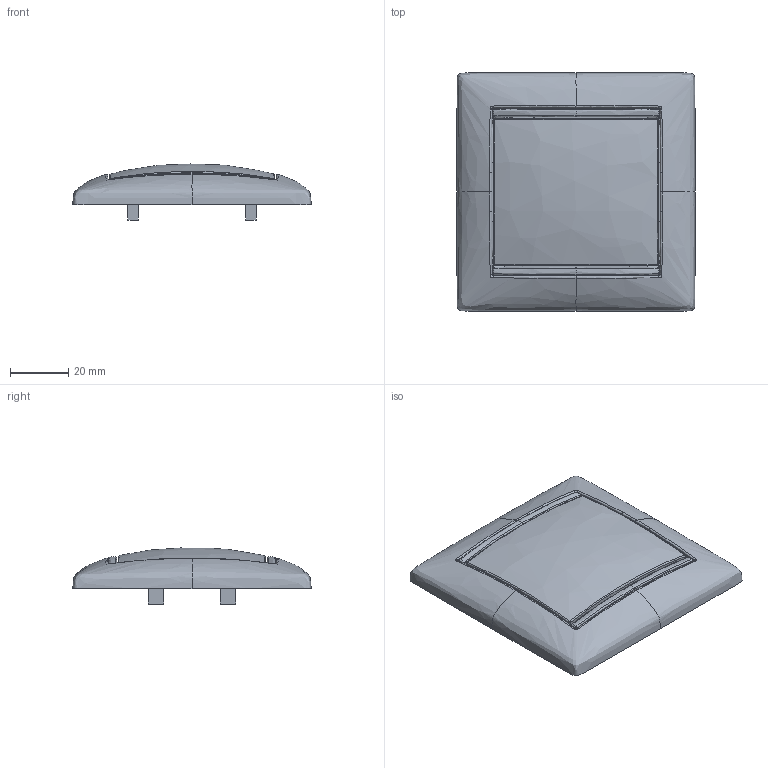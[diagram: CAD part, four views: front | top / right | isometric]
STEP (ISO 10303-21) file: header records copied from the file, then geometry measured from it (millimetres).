
FILE_DESCRIPTION(('STEP AP242'), '1');
FILE_NAME('774446', '', ('UNSPECIFIED'), ('UNSPECIFIED'), 'C3D Converter', 'C3D Toolkit', '');
FILE_SCHEMA(('AP242_MANAGED_MODEL_BASED_3D_ENGINEERING_MIM_LF { 1 0 10303 442 1 1 4 }'));
Length unit declared in the file: millimetre
Products named in the file (1): БЕИВ.301112.020
Bounding box: 82 x 82 x 19.28 mm (x, y, z)
Volume: 59719.2 mm3; surface area: 21399.5 mm2
Topology: 1 solids, 3 shells, 590 faces, 1538 edges, 937 vertices
Faces by surface type: bspline 241, plane 238, cylinder 55, sphere 24, extrusion 21, cone 7, torus 4
Entity records: 51064 total; most frequent: CARTESIAN_POINT 34767, ORIENTED_EDGE 3024, EDGE_CURVE 1512, DIRECTION 1291, B_SPLINE_CURVE_WITH_KNOTS 957, VERTEX_POINT 937, FACE_BOUND 599, EDGE_LOOP 599
